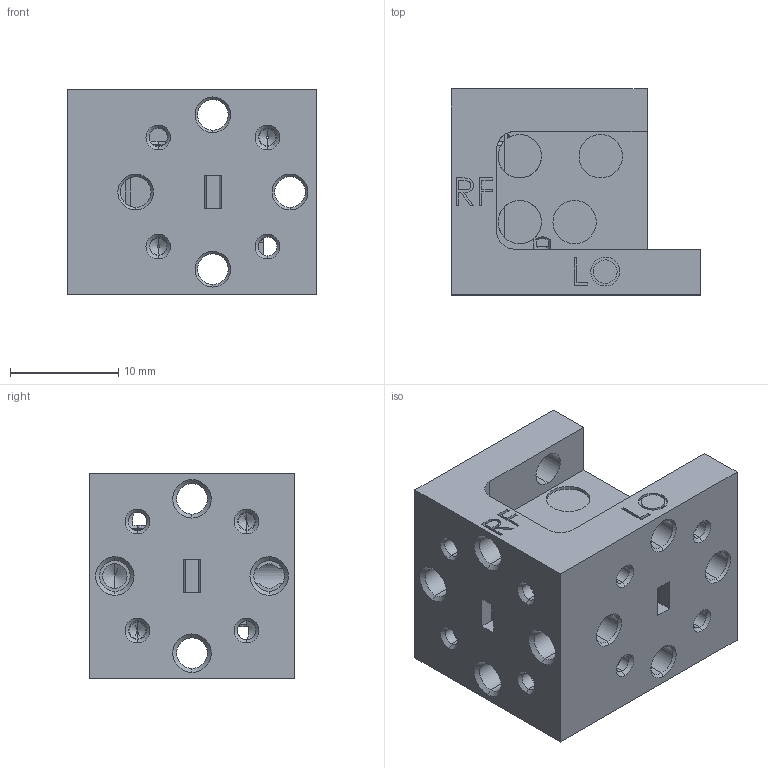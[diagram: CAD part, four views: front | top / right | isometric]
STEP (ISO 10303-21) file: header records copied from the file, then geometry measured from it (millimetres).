
FILE_DESCRIPTION(('STEP AP214'),'1');
FILE_NAME('WR-12 Mixer Solid Drawing for Customers.step','2019-02-26T19:19:01',(' '),('ANSOFT Corporation'),'Spatial InterOp 3D',' ',' ');
FILE_SCHEMA(('automotive_design'));
Length unit declared in the file: millimetre
Products named in the file (1): Box1
Bounding box: 23.11 x 19.05 x 19.05 mm (x, y, z)
Volume: 5092.2 mm3; surface area: 3173.1 mm2
Topology: 1 solids, 2 shells, 258 faces, 657 edges, 409 vertices
Faces by surface type: plane 90, cylinder 83, cone 71, bspline 13, extrusion 1
Entity records: 10901 total; most frequent: CARTESIAN_POINT 2587, ORIENTED_EDGE 1294, DIRECTION 1293, EDGE_CURVE 647, AXIS2_PLACEMENT_3D 468, VERTEX_POINT 409, VECTOR 357, LINE 356
